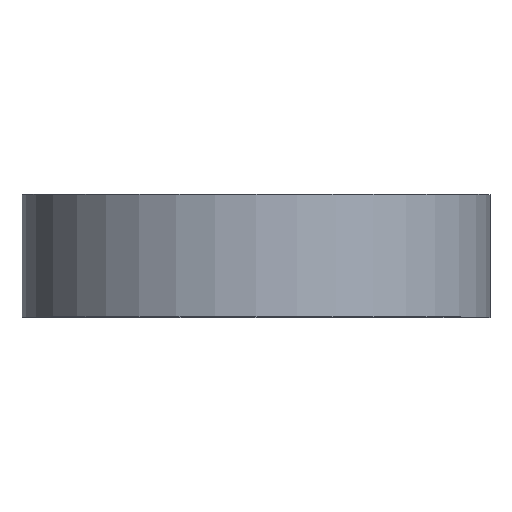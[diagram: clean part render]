
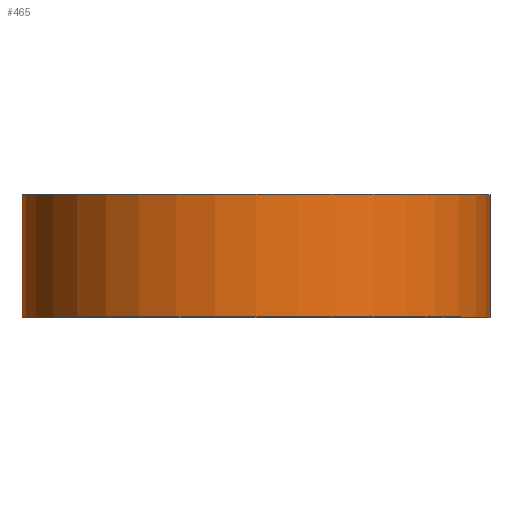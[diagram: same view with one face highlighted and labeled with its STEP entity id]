
A CAD part, top view. The second image highlights one B-rep face of the part: STEP entity #465.
In plain terms, the highlighted cylindrical face has radius 24.232 mm (diameter 48.463 mm), a partial arc.
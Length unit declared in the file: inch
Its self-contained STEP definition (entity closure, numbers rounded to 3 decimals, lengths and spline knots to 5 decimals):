
#28 = DIRECTION ( 'NONE',  ( 0., -1., 0. ) ) ;
#30 = CIRCLE ( 'NONE', #220, 0.954 ) ;
#37 = CARTESIAN_POINT ( 'NONE',  ( 0.954, -0.25, 0. ) ) ;
#57 = CARTESIAN_POINT ( 'NONE',  ( 0., -0.25, 0. ) ) ;
#59 = EDGE_CURVE ( 'NONE', #332, #301, #635, .T. ) ;
#61 = EDGE_CURVE ( 'NONE', #301, #137, #647, .T. ) ;
#96 = ORIENTED_EDGE ( 'NONE', *, *, #61, .F. ) ;
#109 = DIRECTION ( 'NONE',  ( 0., 1., 0. ) ) ;
#114 = DIRECTION ( 'NONE',  ( 1., 0., 0. ) ) ;
#122 = CARTESIAN_POINT ( 'NONE',  ( 0., 0.25, 0. ) ) ;
#137 = VERTEX_POINT ( 'NONE', #37 ) ;
#157 = CYLINDRICAL_SURFACE ( 'NONE', #605, 0.954 ) ;
#170 = FACE_OUTER_BOUND ( 'NONE', #588, .T. ) ;
#176 = VECTOR ( 'NONE', #440, 39.37008 ) ;
#220 = AXIS2_PLACEMENT_3D ( 'NONE', #57, #109, #114 ) ;
#226 = DIRECTION ( 'NONE',  ( 1., 0., 0. ) ) ;
#301 = VERTEX_POINT ( 'NONE', #569 ) ;
#332 = VERTEX_POINT ( 'NONE', #544 ) ;
#351 = VERTEX_POINT ( 'NONE', #422 ) ;
#371 = AXIS2_PLACEMENT_3D ( 'NONE', #122, #521, #226 ) ;
#382 = EDGE_CURVE ( 'NONE', #351, #137, #30, .T. ) ;
#395 = DIRECTION ( 'NONE',  ( 0., -1., 0. ) ) ;
#422 = CARTESIAN_POINT ( 'NONE',  ( 0., -0.25, -0.954 ) ) ;
#440 = DIRECTION ( 'NONE',  ( 0., -1., 0. ) ) ;
#445 = EDGE_CURVE ( 'NONE', #332, #351, #447, .T. ) ;
#447 = LINE ( 'NONE', #476, #176 ) ;
#465 = ADVANCED_FACE ( 'NONE', ( #170 ), #157, .T. ) ;
#476 = CARTESIAN_POINT ( 'NONE',  ( 0., 0.25, -0.954 ) ) ;
#521 = DIRECTION ( 'NONE',  ( 0., 1., 0. ) ) ;
#528 = ORIENTED_EDGE ( 'NONE', *, *, #59, .F. ) ;
#544 = CARTESIAN_POINT ( 'NONE',  ( 0., 0.25, -0.954 ) ) ;
#569 = CARTESIAN_POINT ( 'NONE',  ( 0.954, 0.25, 0. ) ) ;
#588 = EDGE_LOOP ( 'NONE', ( #704, #96, #528, #596 ) ) ;
#596 = ORIENTED_EDGE ( 'NONE', *, *, #445, .T. ) ;
#603 = VECTOR ( 'NONE', #28, 39.37008 ) ;
#605 = AXIS2_PLACEMENT_3D ( 'NONE', #716, #395, #661 ) ;
#635 = CIRCLE ( 'NONE', #371, 0.954 ) ;
#647 = LINE ( 'NONE', #652, #603 ) ;
#652 = CARTESIAN_POINT ( 'NONE',  ( 0.954, 0.25, 0. ) ) ;
#661 = DIRECTION ( 'NONE',  ( 0., 0., -1. ) ) ;
#704 = ORIENTED_EDGE ( 'NONE', *, *, #382, .T. ) ;
#716 = CARTESIAN_POINT ( 'NONE',  ( 0., 0.25, 0. ) ) ;
